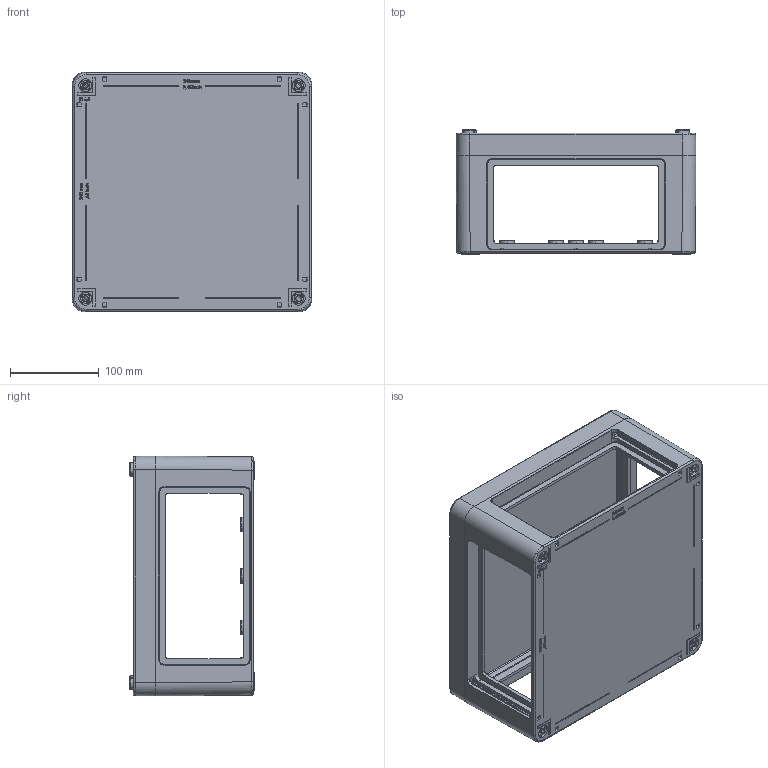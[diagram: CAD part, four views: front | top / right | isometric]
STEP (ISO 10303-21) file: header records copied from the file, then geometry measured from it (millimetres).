
FILE_DESCRIPTION (( 'STEP AP214' ), '1' );
FILE_NAME ('14020000.STEP', '2009-01-21T14:49:04', ( ' ' ), ( '' ), 'SwSTEP 2.0', 'SolidWorks 2008', '' );
FILE_SCHEMA (( 'AUTOMOTIVE_DESIGN' ));
Length unit declared in the file: millimetre
Products named in the file (9): 82304_Standard; 94074_Vorspannung; 39003_Standard; 14020000; 39004_Standard; 39027_Standard; 39021_Standard; 39008_Standard
Assembly tree (20 placements, depth 3):
  14020000
    39021_Standard  x4
    94074_Vorspannung  x4
    39003_Standard
      39003_Standard
    39027_Standard  x4
    39008_Standard  x4
    82304_Standard
    39004_Standard
Bounding box: 270 x 140 x 270 mm (x, y, z)
Volume: 1225083.2 mm3; surface area: 591990.6 mm2
Topology: 19 solids, 19 shells, 3933 faces, 10021 edges, 6186 vertices
Faces by surface type: plane 1334, cylinder 1064, bspline 851, cone 352, torus 252, sphere 80
Entity records: 125599 total; most frequent: CARTESIAN_POINT 58434, ORIENTED_EDGE 15690, DIRECTION 11788, EDGE_CURVE 7845, VERTEX_POINT 4842, AXIS2_PLACEMENT_3D 4197, VECTOR 3394, LINE 3394
